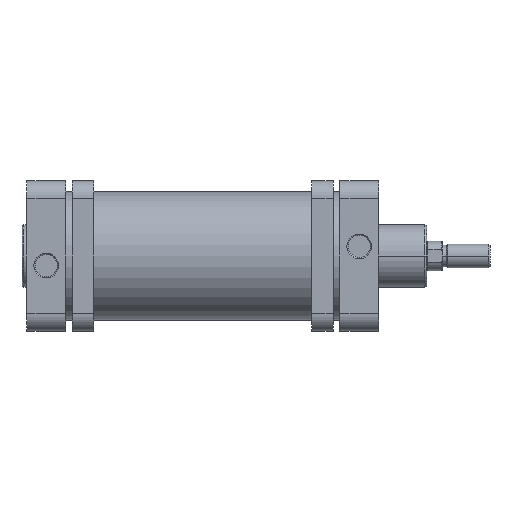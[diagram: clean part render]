
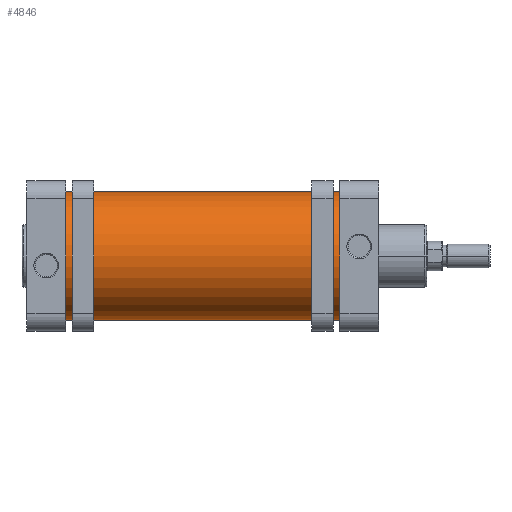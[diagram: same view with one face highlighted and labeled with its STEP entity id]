
A CAD part, front view. The second image highlights one B-rep face of the part: STEP entity #4846.
In plain terms, the highlighted cylindrical face has radius 53.5 mm (diameter 107 mm), a partial arc.
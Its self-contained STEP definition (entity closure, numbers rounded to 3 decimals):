
#78 = ORIENTED_EDGE ( 'NONE', *, *, #746, .F. ) ;
#85 = ORIENTED_EDGE ( 'NONE', *, *, #527, .T. ) ;
#103 = ORIENTED_EDGE ( 'NONE', *, *, #462, .T. ) ;
#337 = ORIENTED_EDGE ( 'NONE', *, *, #606, .F. ) ;
#462 = EDGE_CURVE ( 'NONE', #1356, #1349, #1065, .T. ) ;
#527 = EDGE_CURVE ( 'NONE', #1352, #1356, #1737, .T. ) ;
#532 = AXIS2_PLACEMENT_3D ( 'NONE', #1136, #1135, #1134 ) ;
#606 = EDGE_CURVE ( 'NONE', #1352, #1350, #1845, .T. ) ;
#746 = EDGE_CURVE ( 'NONE', #1350, #1349, #1977, .T. ) ;
#1065 = CIRCLE ( 'NONE', #532, 53.5 ) ;
#1134 = DIRECTION ( 'NONE',  ( 1., 0., 0. ) ) ;
#1135 = DIRECTION ( 'NONE',  ( 0., 0., 1. ) ) ;
#1136 = CARTESIAN_POINT ( 'NONE',  ( 0., 0., 0. ) ) ;
#1349 = VERTEX_POINT ( 'NONE', #3337 ) ;
#1350 = VERTEX_POINT ( 'NONE', #3338 ) ;
#1352 = VERTEX_POINT ( 'NONE', #3340 ) ;
#1356 = VERTEX_POINT ( 'NONE', #3344 ) ;
#1737 = LINE ( 'NONE', #2593, #1739 ) ;
#1739 = VECTOR ( 'NONE', #2594, 1000. ) ;
#1845 = CIRCLE ( 'NONE', #5047, 53.5 ) ;
#1977 = LINE ( 'NONE', #3096, #1979 ) ;
#1979 = VECTOR ( 'NONE', #3097, 1000. ) ;
#2142 = FACE_OUTER_BOUND ( 'NONE', #4354, .T. ) ;
#2143 = CYLINDRICAL_SURFACE ( 'NONE', #5106, 53.5 ) ;
#2593 = CARTESIAN_POINT ( 'NONE',  ( -53.5, 0., 229. ) ) ;
#2594 = DIRECTION ( 'NONE',  ( 0., 0., -1. ) ) ;
#2782 = CARTESIAN_POINT ( 'NONE',  ( 0., 0., 229. ) ) ;
#2788 = DIRECTION ( 'NONE',  ( 0., 0., 1. ) ) ;
#2789 = DIRECTION ( 'NONE',  ( 1., 0., 0. ) ) ;
#3096 = CARTESIAN_POINT ( 'NONE',  ( 53.5, 0., 229. ) ) ;
#3097 = DIRECTION ( 'NONE',  ( 0., 0., -1. ) ) ;
#3337 = CARTESIAN_POINT ( 'NONE',  ( 53.5, 0., 0. ) ) ;
#3338 = CARTESIAN_POINT ( 'NONE',  ( 53.5, 0., 229. ) ) ;
#3340 = CARTESIAN_POINT ( 'NONE',  ( -53.5, 0., 229. ) ) ;
#3344 = CARTESIAN_POINT ( 'NONE',  ( -53.5, 0., 0. ) ) ;
#3556 = DIRECTION ( 'NONE',  ( -1., 0., 0. ) ) ;
#3557 = DIRECTION ( 'NONE',  ( 0., 0., -1. ) ) ;
#3558 = CARTESIAN_POINT ( 'NONE',  ( 0., 0., 229. ) ) ;
#4354 = EDGE_LOOP ( 'NONE', ( #78, #337, #85, #103 ) ) ;
#4846 = ADVANCED_FACE ( 'NONE', ( #2142 ), #2143, .T. ) ;
#5047 = AXIS2_PLACEMENT_3D ( 'NONE', #2782, #2788, #2789 ) ;
#5106 = AXIS2_PLACEMENT_3D ( 'NONE', #3558, #3557, #3556 ) ;
